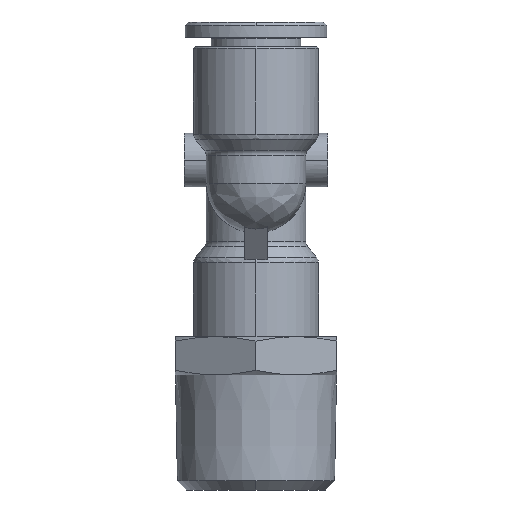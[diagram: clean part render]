
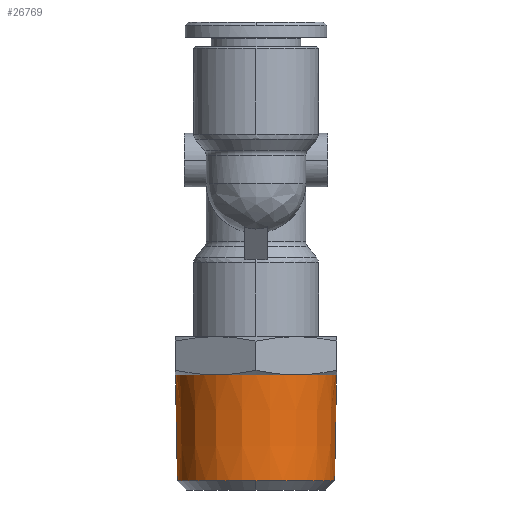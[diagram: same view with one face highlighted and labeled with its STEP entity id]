
A CAD part, left-side view. The second image highlights one B-rep face of the part: STEP entity #26769.
In plain terms, the highlighted conical face has half-angle 1.06 degrees and reference radius 10.5 mm.
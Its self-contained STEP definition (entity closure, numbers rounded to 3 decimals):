
#1082 = ORIENTED_EDGE ( 'NONE', *, *, #15886, .T. ) ;
#1278 = EDGE_CURVE ( 'NONE', #22016, #27730, #8945, .T. ) ;
#1759 = AXIS2_PLACEMENT_3D ( 'NONE', #22418, #4547, #26573 ) ;
#2315 = CARTESIAN_POINT ( 'NONE',  ( -44.033, 0., 1.745 ) ) ;
#3943 = CONICAL_SURFACE ( 'NONE', #30932, 10.5, 0.018 ) ;
#3983 = ORIENTED_EDGE ( 'NONE', *, *, #1278, .F. ) ;
#4317 = CARTESIAN_POINT ( 'NONE',  ( -30.233, 10.5, -8.5 ) ) ;
#4520 = DIRECTION ( 'NONE',  ( 1., 0., 0. ) ) ;
#4547 = DIRECTION ( 'NONE',  ( 1., 0., 0. ) ) ;
#4905 = EDGE_LOOP ( 'NONE', ( #6842, #29441, #1082, #12753, #11437, #3983, #24643 ) ) ;
#5078 = CARTESIAN_POINT ( 'NONE',  ( -44.033, 10.245, -8.5 ) ) ;
#5244 = CARTESIAN_POINT ( 'NONE',  ( -30.233, -5.25, 0.593 ) ) ;
#5488 = AXIS2_PLACEMENT_3D ( 'NONE', #17635, #18043, #13109 ) ;
#5636 = CARTESIAN_POINT ( 'NONE',  ( -30.233, 0., -8.5 ) ) ;
#6842 = ORIENTED_EDGE ( 'NONE', *, *, #6865, .T. ) ;
#6865 = EDGE_CURVE ( 'NONE', #19065, #21208, #7330, .T. ) ;
#6972 = DIRECTION ( 'NONE',  ( 0., 1., 0. ) ) ;
#7016 = VECTOR ( 'NONE', #26287, 1000. ) ;
#7064 = CARTESIAN_POINT ( 'NONE',  ( -30.233, 5.25, 0.593 ) ) ;
#7330 = CIRCLE ( 'NONE', #17391, 10.245 ) ;
#8363 = VERTEX_POINT ( 'NONE', #5244 ) ;
#8945 = LINE ( 'NONE', #26601, #7016 ) ;
#9175 = DIRECTION ( 'NONE',  ( 1., 0., 0. ) ) ;
#11340 = AXIS2_PLACEMENT_3D ( 'NONE', #5636, #30158, #15180 ) ;
#11437 = ORIENTED_EDGE ( 'NONE', *, *, #26638, .T. ) ;
#11553 = FACE_OUTER_BOUND ( 'NONE', #4905, .T. ) ;
#11625 = CARTESIAN_POINT ( 'NONE',  ( -44.033, 0., -8.5 ) ) ;
#12230 = DIRECTION ( 'NONE',  ( 1., -0.018, 0. ) ) ;
#12439 = CARTESIAN_POINT ( 'NONE',  ( -30.233, -10.5, -8.5 ) ) ;
#12753 = ORIENTED_EDGE ( 'NONE', *, *, #24183, .T. ) ;
#13109 = DIRECTION ( 'NONE',  ( 0., -1., 0. ) ) ;
#14050 = DIRECTION ( 'NONE',  ( -1., 0., 0. ) ) ;
#15180 = DIRECTION ( 'NONE',  ( 0., -1., 0. ) ) ;
#15886 = EDGE_CURVE ( 'NONE', #27330, #8363, #19226, .T. ) ;
#16743 = CARTESIAN_POINT ( 'NONE',  ( -30.233, 0., -8.5 ) ) ;
#17391 = AXIS2_PLACEMENT_3D ( 'NONE', #11625, #9175, #30852 ) ;
#17635 = CARTESIAN_POINT ( 'NONE',  ( -30.233, 0., -8.5 ) ) ;
#17754 = VERTEX_POINT ( 'NONE', #7064 ) ;
#18043 = DIRECTION ( 'NONE',  ( -1., 0., 0. ) ) ;
#18875 = DIRECTION ( 'NONE',  ( 0., -1., 0. ) ) ;
#19065 = VERTEX_POINT ( 'NONE', #2315 ) ;
#19111 = EDGE_CURVE ( 'NONE', #21208, #27330, #25514, .T. ) ;
#19226 = CIRCLE ( 'NONE', #5488, 10.5 ) ;
#20555 = VECTOR ( 'NONE', #12230, 1000. ) ;
#21208 = VERTEX_POINT ( 'NONE', #30104 ) ;
#22000 = CARTESIAN_POINT ( 'NONE',  ( -30.233, -10.5, -8.5 ) ) ;
#22016 = VERTEX_POINT ( 'NONE', #5078 ) ;
#22412 = CIRCLE ( 'NONE', #1759, 10.245 ) ;
#22418 = CARTESIAN_POINT ( 'NONE',  ( -44.033, 0., -8.5 ) ) ;
#22686 = AXIS2_PLACEMENT_3D ( 'NONE', #30883, #14050, #18875 ) ;
#24183 = EDGE_CURVE ( 'NONE', #8363, #17754, #28953, .T. ) ;
#24557 = EDGE_CURVE ( 'NONE', #22016, #19065, #22412, .T. ) ;
#24592 = CIRCLE ( 'NONE', #22686, 10.5 ) ;
#24643 = ORIENTED_EDGE ( 'NONE', *, *, #24557, .T. ) ;
#25514 = LINE ( 'NONE', #22000, #20555 ) ;
#26287 = DIRECTION ( 'NONE',  ( 1., 0.018, 0. ) ) ;
#26573 = DIRECTION ( 'NONE',  ( 0., -1., 0. ) ) ;
#26601 = CARTESIAN_POINT ( 'NONE',  ( -30.233, 10.5, -8.5 ) ) ;
#26638 = EDGE_CURVE ( 'NONE', #17754, #27730, #24592, .T. ) ;
#26769 = ADVANCED_FACE ( 'NONE', ( #11553 ), #3943, .T. ) ;
#27330 = VERTEX_POINT ( 'NONE', #12439 ) ;
#27730 = VERTEX_POINT ( 'NONE', #4317 ) ;
#28953 = CIRCLE ( 'NONE', #11340, 10.5 ) ;
#29441 = ORIENTED_EDGE ( 'NONE', *, *, #19111, .T. ) ;
#30104 = CARTESIAN_POINT ( 'NONE',  ( -44.033, -10.245, -8.5 ) ) ;
#30158 = DIRECTION ( 'NONE',  ( -1., 0., 0. ) ) ;
#30852 = DIRECTION ( 'NONE',  ( 0., -1., 0. ) ) ;
#30883 = CARTESIAN_POINT ( 'NONE',  ( -30.233, 0., -8.5 ) ) ;
#30932 = AXIS2_PLACEMENT_3D ( 'NONE', #16743, #4520, #6972 ) ;
